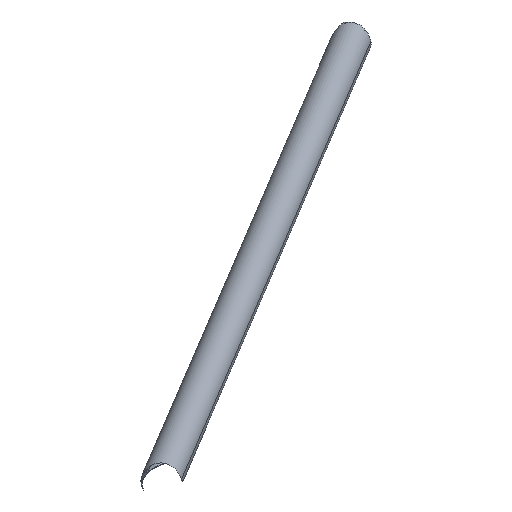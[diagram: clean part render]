
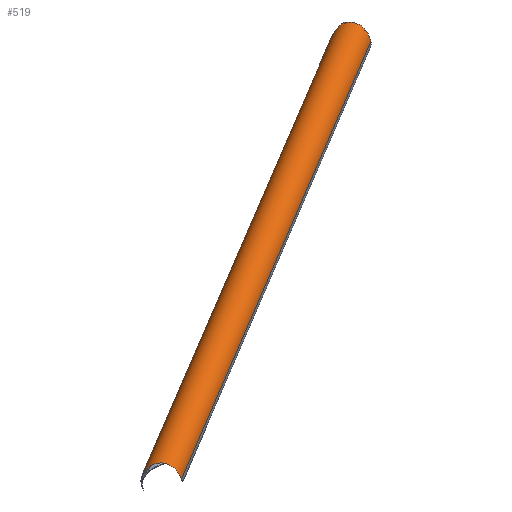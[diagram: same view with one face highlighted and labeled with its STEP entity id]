
A CAD part, left-side view. The second image highlights one B-rep face of the part: STEP entity #519.
In plain terms, the highlighted cylindrical face has radius 14 mm (diameter 28 mm), a partial arc.
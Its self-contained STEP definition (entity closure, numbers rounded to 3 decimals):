
#155=CARTESIAN_POINT('Vertex',(-599.916,174.983,491.135)) ;
#159=CARTESIAN_POINT('Control Point',(-599.916,174.983,491.135)) ;
#160=CARTESIAN_POINT('Control Point',(-601.536,172.835,491.605)) ;
#161=CARTESIAN_POINT('Control Point',(-602.922,170.408,491.585)) ;
#162=CARTESIAN_POINT('Control Point',(-603.857,167.747,491.102)) ;
#163=CARTESIAN_POINT('Control Point',(-604.176,165.114,490.119)) ;
#164=CARTESIAN_POINT('Control Point',(-603.927,162.747,488.781)) ;
#165=CARTESIAN_POINT('Vertex',(-603.927,162.747,488.781)) ;
#308=CARTESIAN_POINT('Vertex',(-605.828,185.629,472.277)) ;
#312=CARTESIAN_POINT('Control Point',(-605.828,185.629,472.277)) ;
#313=CARTESIAN_POINT('Control Point',(-605.849,185.634,472.633)) ;
#314=CARTESIAN_POINT('Control Point',(-605.858,185.624,472.989)) ;
#315=CARTESIAN_POINT('Control Point',(-605.857,185.601,473.345)) ;
#316=CARTESIAN_POINT('Vertex',(-605.857,185.601,473.345)) ;
#339=CARTESIAN_POINT('Control Point',(-605.857,185.601,473.345)) ;
#340=CARTESIAN_POINT('Control Point',(-605.853,185.538,474.354)) ;
#341=CARTESIAN_POINT('Control Point',(-605.779,185.388,475.357)) ;
#342=CARTESIAN_POINT('Control Point',(-605.648,185.169,476.341)) ;
#343=CARTESIAN_POINT('Control Point',(-605.27,184.578,478.408)) ;
#344=CARTESIAN_POINT('Control Point',(-604.72,183.767,480.361)) ;
#345=CARTESIAN_POINT('Control Point',(-604.388,183.283,481.372)) ;
#346=CARTESIAN_POINT('Control Point',(-603.728,182.318,483.158)) ;
#347=CARTESIAN_POINT('Control Point',(-602.996,181.22,484.834)) ;
#348=CARTESIAN_POINT('Control Point',(-602.654,180.698,485.569)) ;
#349=CARTESIAN_POINT('Control Point',(-602.152,179.911,486.595)) ;
#350=CARTESIAN_POINT('Control Point',(-601.65,179.066,487.574)) ;
#351=CARTESIAN_POINT('Control Point',(-601.497,178.802,487.868)) ;
#352=CARTESIAN_POINT('Control Point',(-601.029,177.967,488.766)) ;
#353=CARTESIAN_POINT('Control Point',(-600.584,177.068,489.614)) ;
#354=CARTESIAN_POINT('Control Point',(-600.305,176.428,490.161)) ;
#355=CARTESIAN_POINT('Control Point',(-600.064,175.734,490.682)) ;
#356=CARTESIAN_POINT('Control Point',(-599.916,174.983,491.135)) ;
#386=CARTESIAN_POINT('Control Point',(-604.356,159.592,485.567)) ;
#387=CARTESIAN_POINT('Control Point',(-604.289,158.436,484.117)) ;
#388=CARTESIAN_POINT('Control Point',(-603.961,157.441,482.551)) ;
#389=CARTESIAN_POINT('Control Point',(-603.343,156.665,480.922)) ;
#390=CARTESIAN_POINT('Control Point',(-602.467,156.16,479.329)) ;
#391=CARTESIAN_POINT('Control Point',(-601.404,155.919,477.827)) ;
#392=CARTESIAN_POINT('Vertex',(-604.356,159.592,485.567)) ;
#394=CARTESIAN_POINT('Vertex',(-601.404,155.919,477.827)) ;
#444=CARTESIAN_POINT('Control Point',(-603.927,162.747,488.781)) ;
#445=CARTESIAN_POINT('Control Point',(-604.253,161.607,487.839)) ;
#446=CARTESIAN_POINT('Control Point',(-604.411,160.536,486.751)) ;
#447=CARTESIAN_POINT('Control Point',(-604.356,159.592,485.567)) ;
#456=CARTESIAN_POINT('Axis2P3D Location',(-890.064,235.601,325.126)) ;
#461=CARTESIAN_POINT('Line Origine',(-893.154,221.947,325.126)) ;
#465=CARTESIAN_POINT('Vertex',(-1189.119,288.928,170.219)) ;
#468=CARTESIAN_POINT('Line Origine',(-886.973,249.256,325.126)) ;
#472=CARTESIAN_POINT('Vertex',(-1187.321,317.229,167.926)) ;
#475=CARTESIAN_POINT('Axis2P3D Location',(-1190.411,303.574,167.926)) ;
#479=CARTESIAN_POINT('Vertex',(-1192.577,314.273,176.691)) ;
#483=CARTESIAN_POINT('Control Point',(-1189.119,288.928,170.219)) ;
#484=CARTESIAN_POINT('Control Point',(-1189.463,289.006,170.43)) ;
#485=CARTESIAN_POINT('Control Point',(-1189.788,289.091,170.671)) ;
#486=CARTESIAN_POINT('Control Point',(-1190.089,289.183,170.938)) ;
#487=CARTESIAN_POINT('Control Point',(-1190.694,289.406,171.562)) ;
#488=CARTESIAN_POINT('Control Point',(-1191.196,289.677,172.255)) ;
#489=CARTESIAN_POINT('Control Point',(-1191.44,289.839,172.641)) ;
#490=CARTESIAN_POINT('Control Point',(-1191.982,290.273,173.593)) ;
#491=CARTESIAN_POINT('Control Point',(-1192.41,290.803,174.556)) ;
#492=CARTESIAN_POINT('Control Point',(-1192.632,291.149,175.116)) ;
#493=CARTESIAN_POINT('Control Point',(-1193.246,292.338,176.83)) ;
#494=CARTESIAN_POINT('Control Point',(-1193.636,293.843,178.372)) ;
#495=CARTESIAN_POINT('Control Point',(-1193.826,295.002,179.297)) ;
#496=CARTESIAN_POINT('Control Point',(-1194.057,297.528,180.838)) ;
#497=CARTESIAN_POINT('Control Point',(-1194.035,300.366,181.705)) ;
#498=CARTESIAN_POINT('Control Point',(-1193.968,301.826,181.95)) ;
#499=CARTESIAN_POINT('Control Point',(-1193.773,304.354,182.04)) ;
#500=CARTESIAN_POINT('Control Point',(-1193.479,306.818,181.567)) ;
#501=CARTESIAN_POINT('Control Point',(-1193.344,307.824,181.272)) ;
#502=CARTESIAN_POINT('Control Point',(-1193.043,309.894,180.446)) ;
#503=CARTESIAN_POINT('Control Point',(-1192.762,311.762,179.22)) ;
#504=CARTESIAN_POINT('Control Point',(-1192.635,312.683,178.466)) ;
#505=CARTESIAN_POINT('Control Point',(-1192.548,313.524,177.614)) ;
#506=CARTESIAN_POINT('Control Point',(-1192.577,314.273,176.691)) ;
#457=DIRECTION('Axis2P3D Direction',(-0.869,0.197,-0.455)) ;
#458=DIRECTION('Axis2P3D XDirection',(-0.221,-0.975,0.)) ;
#462=DIRECTION('Vector Direction',(-0.869,0.197,-0.455)) ;
#469=DIRECTION('Vector Direction',(-0.869,0.197,-0.455)) ;
#476=DIRECTION('Axis2P3D Direction',(-0.869,0.197,-0.455)) ;
#459=AXIS2_PLACEMENT_3D('Cylinder Axis2P3D',#456,#457,#458) ;
#477=AXIS2_PLACEMENT_3D('Circle Axis2P3D',#475,#476,$) ;
#509=ORIENTED_EDGE('',*,*,#467,.F.) ;
#510=ORIENTED_EDGE('',*,*,#396,.F.) ;
#511=ORIENTED_EDGE('',*,*,#448,.F.) ;
#512=ORIENTED_EDGE('',*,*,#167,.F.) ;
#513=ORIENTED_EDGE('',*,*,#357,.F.) ;
#514=ORIENTED_EDGE('',*,*,#318,.F.) ;
#515=ORIENTED_EDGE('',*,*,#474,.T.) ;
#516=ORIENTED_EDGE('',*,*,#481,.F.) ;
#517=ORIENTED_EDGE('',*,*,#507,.F.) ;
#463=VECTOR('Line Direction',#462,1.) ;
#470=VECTOR('Line Direction',#469,1.) ;
#519=ADVANCED_FACE('PartBody',(#518),#460,.T.) ;
#158=B_SPLINE_CURVE_WITH_KNOTS('',5,(#159,#160,#161,#162,#163,#164),.UNSPECIFIED.,.F.,.U.,(6,6),(30.985,50.297),.UNSPECIFIED.) ;
#311=B_SPLINE_CURVE_WITH_KNOTS('',3,(#312,#313,#314,#315),.UNSPECIFIED.,.F.,.U.,(4,4),(0.,1.512),.UNSPECIFIED.) ;
#338=B_SPLINE_CURVE_WITH_KNOTS('',5,(#339,#340,#341,#342,#343,#344,#345,#346,#347,#348,#349,#350,#351,#352,#353,#354,#355,#356),.UNSPECIFIED.,.F.,.U.,(6,3,3,3,3,6),(0.,7.147,15.405,22.217,25.211,31.497),.UNSPECIFIED.) ;
#385=B_SPLINE_CURVE_WITH_KNOTS('',5,(#386,#387,#388,#389,#390,#391),.UNSPECIFIED.,.F.,.U.,(6,6),(0.,13.124),.UNSPECIFIED.) ;
#443=B_SPLINE_CURVE_WITH_KNOTS('',3,(#444,#445,#446,#447),.UNSPECIFIED.,.F.,.U.,(4,4),(51.509,57.934),.UNSPECIFIED.) ;
#482=B_SPLINE_CURVE_WITH_KNOTS('',5,(#483,#484,#485,#486,#487,#488,#489,#490,#491,#492,#493,#494,#495,#496,#497,#498,#499,#500,#501,#502,#503,#504,#505,#506),.UNSPECIFIED.,.F.,.U.,(6,3,3,3,3,3,3,6),(0.,2.909,6.326,11.227,21.673,32.027,39.455,47.863),.UNSPECIFIED.) ;
#478=CIRCLE('generated circle',#477,14.) ;
#460=CYLINDRICAL_SURFACE('generated cylinder',#459,14.) ;
#167=EDGE_CURVE('',#156,#166,#158,.T.) ;
#318=EDGE_CURVE('',#309,#317,#311,.T.) ;
#357=EDGE_CURVE('',#317,#156,#338,.T.) ;
#396=EDGE_CURVE('',#393,#395,#385,.T.) ;
#448=EDGE_CURVE('',#166,#393,#443,.T.) ;
#467=EDGE_CURVE('',#395,#466,#464,.T.) ;
#474=EDGE_CURVE('',#309,#473,#471,.T.) ;
#481=EDGE_CURVE('',#480,#473,#478,.T.) ;
#507=EDGE_CURVE('',#466,#480,#482,.T.) ;
#508=EDGE_LOOP('',(#509,#510,#511,#512,#513,#514,#515,#516,#517)) ;
#518=FACE_OUTER_BOUND('',#508,.T.) ;
#464=LINE('Line',#461,#463) ;
#471=LINE('Line',#468,#470) ;
#156=VERTEX_POINT('',#155) ;
#166=VERTEX_POINT('',#165) ;
#309=VERTEX_POINT('',#308) ;
#317=VERTEX_POINT('',#316) ;
#393=VERTEX_POINT('',#392) ;
#395=VERTEX_POINT('',#394) ;
#466=VERTEX_POINT('',#465) ;
#473=VERTEX_POINT('',#472) ;
#480=VERTEX_POINT('',#479) ;
